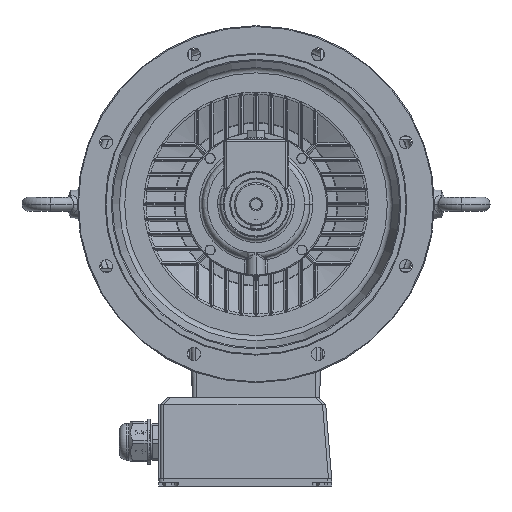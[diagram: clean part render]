
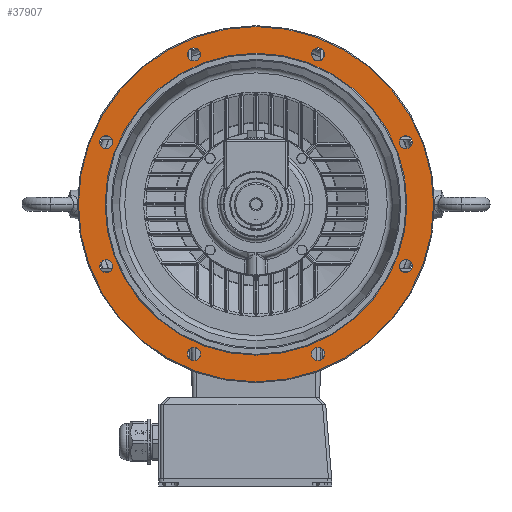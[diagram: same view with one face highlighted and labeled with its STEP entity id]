
A CAD part, left-side view. The second image highlights one B-rep face of the part: STEP entity #37907.
In plain terms, the highlighted planar face has unit normal (-1, 0, 0).
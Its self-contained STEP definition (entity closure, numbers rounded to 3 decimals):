
#10220=PLANE('',#114227);
#37907=ADVANCED_FACE('',(#40812,#40813,#40814,#40815,#40816,#40817,#40818,
#40819,#40820,#40821),#10220,.F.);
#40812=FACE_BOUND('',#47934,.T.);
#40813=FACE_BOUND('',#47935,.T.);
#40814=FACE_BOUND('',#47936,.T.);
#40815=FACE_BOUND('',#47937,.T.);
#40816=FACE_BOUND('',#47938,.T.);
#40817=FACE_BOUND('',#47939,.T.);
#40818=FACE_BOUND('',#47940,.T.);
#40819=FACE_BOUND('',#47941,.T.);
#40820=FACE_BOUND('',#47942,.T.);
#40821=FACE_BOUND('',#47943,.T.);
#47934=EDGE_LOOP('',(#78260));
#47935=EDGE_LOOP('',(#78261,#78262));
#47936=EDGE_LOOP('',(#78263));
#47937=EDGE_LOOP('',(#78264,#78265));
#47938=EDGE_LOOP('',(#78266));
#47939=EDGE_LOOP('',(#78267));
#47940=EDGE_LOOP('',(#78268));
#47941=EDGE_LOOP('',(#78269));
#47942=EDGE_LOOP('',(#78270));
#47943=EDGE_LOOP('',(#78271));
#78260=ORIENTED_EDGE('',*,*,#103684,.F.);
#78261=ORIENTED_EDGE('',*,*,#103686,.F.);
#78262=ORIENTED_EDGE('',*,*,#103689,.T.);
#78263=ORIENTED_EDGE('',*,*,#103696,.F.);
#78264=ORIENTED_EDGE('',*,*,#103697,.F.);
#78265=ORIENTED_EDGE('',*,*,#103698,.F.);
#78266=ORIENTED_EDGE('',*,*,#103699,.F.);
#78267=ORIENTED_EDGE('',*,*,#103700,.F.);
#78268=ORIENTED_EDGE('',*,*,#103701,.F.);
#78269=ORIENTED_EDGE('',*,*,#103702,.F.);
#78270=ORIENTED_EDGE('',*,*,#103703,.F.);
#78271=ORIENTED_EDGE('',*,*,#103704,.F.);
#88469=VERTEX_POINT('',#196724);
#88471=VERTEX_POINT('',#196728);
#88472=VERTEX_POINT('',#196730);
#88477=VERTEX_POINT('',#196754);
#88478=VERTEX_POINT('',#196756);
#88479=VERTEX_POINT('',#196757);
#88480=VERTEX_POINT('',#196760);
#88481=VERTEX_POINT('',#196762);
#88482=VERTEX_POINT('',#196764);
#88483=VERTEX_POINT('',#196766);
#88484=VERTEX_POINT('',#196768);
#88485=VERTEX_POINT('',#196770);
#103684=EDGE_CURVE('',#88469,#88469,#106327,.T.);
#103686=EDGE_CURVE('',#88471,#88472,#106328,.T.);
#103689=EDGE_CURVE('',#88471,#88472,#106330,.T.);
#103696=EDGE_CURVE('',#88477,#88477,#106335,.T.);
#103697=EDGE_CURVE('',#88478,#88479,#106336,.T.);
#103698=EDGE_CURVE('',#88479,#88478,#106337,.T.);
#103699=EDGE_CURVE('',#88480,#88480,#106338,.T.);
#103700=EDGE_CURVE('',#88481,#88481,#106339,.T.);
#103701=EDGE_CURVE('',#88482,#88482,#106340,.T.);
#103702=EDGE_CURVE('',#88483,#88483,#106341,.T.);
#103703=EDGE_CURVE('',#88484,#88484,#106342,.T.);
#103704=EDGE_CURVE('',#88485,#88485,#106343,.T.);
#106327=CIRCLE('',#114203,328.689);
#106328=CIRCLE('',#114205,279.289);
#106330=CIRCLE('',#114208,279.289);
#106335=CIRCLE('',#114218,12.);
#106336=CIRCLE('',#114219,12.);
#106337=CIRCLE('',#114220,12.);
#106338=CIRCLE('',#114221,12.);
#106339=CIRCLE('',#114222,12.);
#106340=CIRCLE('',#114223,12.);
#106341=CIRCLE('',#114224,12.);
#106342=CIRCLE('',#114225,12.);
#106343=CIRCLE('',#114226,12.);
#114203=AXIS2_PLACEMENT_3D('',#196723,#139498,#139499);
#114205=AXIS2_PLACEMENT_3D('',#196729,#139503,#139504);
#114208=AXIS2_PLACEMENT_3D('',#196735,#139510,#139511);
#114218=AXIS2_PLACEMENT_3D('',#196753,#139531,#139532);
#114219=AXIS2_PLACEMENT_3D('',#196755,#139533,#139534);
#114220=AXIS2_PLACEMENT_3D('',#196758,#139535,#139536);
#114221=AXIS2_PLACEMENT_3D('',#196759,#139537,#139538);
#114222=AXIS2_PLACEMENT_3D('',#196761,#139539,#139540);
#114223=AXIS2_PLACEMENT_3D('',#196763,#139541,#139542);
#114224=AXIS2_PLACEMENT_3D('',#196765,#139543,#139544);
#114225=AXIS2_PLACEMENT_3D('',#196767,#139545,#139546);
#114226=AXIS2_PLACEMENT_3D('',#196769,#139547,#139548);
#114227=AXIS2_PLACEMENT_3D('',#196771,#139549,#139550);
#139498=DIRECTION('',(1.,0.,0.));
#139499=DIRECTION('',(0.,0.,-1.));
#139503=DIRECTION('',(-1.,0.,0.));
#139504=DIRECTION('',(0.,0.,-1.));
#139510=DIRECTION('',(1.,0.,0.));
#139511=DIRECTION('',(0.,0.,-1.));
#139531=DIRECTION('',(-1.,0.,0.));
#139532=DIRECTION('',(0.,0.,-1.));
#139533=DIRECTION('',(-1.,0.,0.));
#139534=DIRECTION('',(0.,0.,-1.));
#139535=DIRECTION('',(-1.,0.,0.));
#139536=DIRECTION('',(0.,0.,-1.));
#139537=DIRECTION('',(-1.,0.,0.));
#139538=DIRECTION('',(0.,0.,-1.));
#139539=DIRECTION('',(-1.,0.,0.));
#139540=DIRECTION('',(0.,0.,-1.));
#139541=DIRECTION('',(-1.,0.,0.));
#139542=DIRECTION('',(0.,0.,-1.));
#139543=DIRECTION('',(-1.,0.,0.));
#139544=DIRECTION('',(0.,0.,-1.));
#139545=DIRECTION('',(-1.,0.,0.));
#139546=DIRECTION('',(0.,0.,-1.));
#139547=DIRECTION('',(-1.,0.,0.));
#139548=DIRECTION('',(0.,0.,-1.));
#139549=DIRECTION('',(1.,0.,0.));
#139550=DIRECTION('',(0.,0.,-1.));
#196723=CARTESIAN_POINT('',(-118.583,327.783,-327.783));
#196724=CARTESIAN_POINT('',(-118.583,327.783,-656.472));
#196728=CARTESIAN_POINT('',(-118.583,327.783,-48.494));
#196729=CARTESIAN_POINT('',(-118.583,327.783,-327.783));
#196730=CARTESIAN_POINT('',(-118.583,327.783,-607.072));
#196735=CARTESIAN_POINT('',(-118.583,327.783,-327.783));
#196753=CARTESIAN_POINT('',(-118.583,442.588,-50.619));
#196754=CARTESIAN_POINT('',(-118.583,442.588,-62.619));
#196755=CARTESIAN_POINT('',(-118.583,604.947,-212.978));
#196756=CARTESIAN_POINT('',(-118.583,613.432,-221.463));
#196757=CARTESIAN_POINT('',(-118.583,596.461,-204.492));
#196758=CARTESIAN_POINT('',(-118.583,604.947,-212.978));
#196759=CARTESIAN_POINT('',(-118.583,604.947,-442.588));
#196760=CARTESIAN_POINT('',(-118.583,604.947,-454.588));
#196761=CARTESIAN_POINT('',(-118.583,442.588,-604.947));
#196762=CARTESIAN_POINT('',(-118.583,442.588,-616.947));
#196763=CARTESIAN_POINT('',(-118.583,212.978,-604.947));
#196764=CARTESIAN_POINT('',(-118.583,212.978,-616.947));
#196765=CARTESIAN_POINT('',(-118.583,50.619,-442.588));
#196766=CARTESIAN_POINT('',(-118.583,50.619,-454.588));
#196767=CARTESIAN_POINT('',(-118.583,50.619,-212.978));
#196768=CARTESIAN_POINT('',(-118.583,50.619,-224.978));
#196769=CARTESIAN_POINT('',(-118.583,212.978,-50.619));
#196770=CARTESIAN_POINT('',(-118.583,212.978,-62.619));
#196771=CARTESIAN_POINT('',(-118.583,760.432,-237.783));
